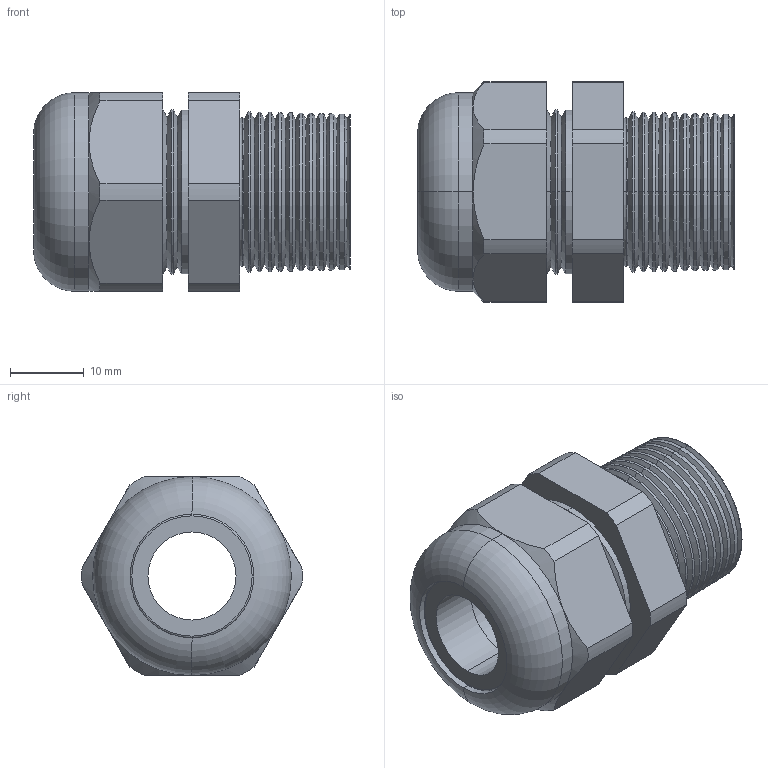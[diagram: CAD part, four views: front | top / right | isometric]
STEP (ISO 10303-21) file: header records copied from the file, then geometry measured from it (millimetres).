
FILE_DESCRIPTION (( 'STEP AP203' ), '1' );
FILE_NAME ('CD16CR-BK.STEP', '2008-05-23T05:24:13', ( 'Baystate01' ), ( 'Baystate' ), 'SwSTEP 2.0', 'SolidWorks 2007', '' );
FILE_SCHEMA (( 'CONFIG_CONTROL_DESIGN' ));
Length unit declared in the file: inch
Products named in the file (1): CD16CR-BK
Bounding box: 42.93 x 29.88 x 26.92 mm (x, y, z)
Volume: 14436.9 mm3; surface area: 8168.8 mm2
Topology: 2 solids, 2 shells, 135 faces, 290 edges, 162 vertices
Faces by surface type: cone 86, cylinder 22, plane 19, torus 8
Entity records: 3743 total; most frequent: DIRECTION 696, CARTESIAN_POINT 672, ORIENTED_EDGE 580, EDGE_CURVE 290, AXIS2_PLACEMENT_3D 282, VERTEX_POINT 162, CIRCLE 146, EDGE_LOOP 142
